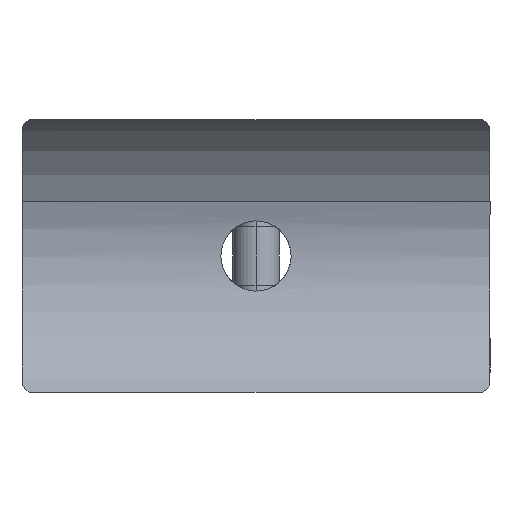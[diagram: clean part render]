
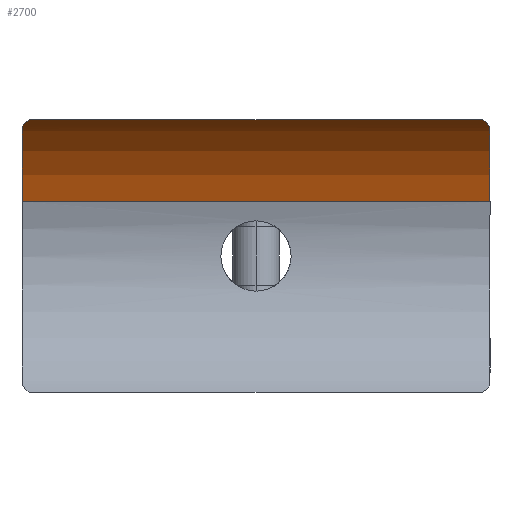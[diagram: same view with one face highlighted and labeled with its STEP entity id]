
A CAD part, left-side view. The second image highlights one B-rep face of the part: STEP entity #2700.
In plain terms, the highlighted cylindrical face has radius 21.2 mm (diameter 42.4 mm), a partial arc.
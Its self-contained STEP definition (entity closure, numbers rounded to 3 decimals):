
#112 = CARTESIAN_POINT ( 'NONE',  ( -64.138, 29.088, 17.434 ) ) ;
#133 = CARTESIAN_POINT ( 'NONE',  ( -63.041, 29.892, 16.623 ) ) ;
#290 = CARTESIAN_POINT ( 'NONE',  ( -62.688, -29.978, 16.338 ) ) ;
#429 = CARTESIAN_POINT ( 'NONE',  ( -62.339, 30., 16.041 ) ) ;
#472 = DIRECTION ( 'NONE',  ( 0., -1., 0. ) ) ;
#508 = CYLINDRICAL_SURFACE ( 'NONE', #4694, 21.2 ) ;
#611 = CARTESIAN_POINT ( 'NONE',  ( -63.036, -29.893, 16.62 ) ) ;
#665 = ORIENTED_EDGE ( 'NONE', *, *, #2478, .T. ) ;
#730 = VERTEX_POINT ( 'NONE', #994 ) ;
#866 = CARTESIAN_POINT ( 'NONE',  ( -62.513, 30., 16.192 ) ) ;
#878 = VECTOR ( 'NONE', #472, 1000. ) ;
#956 = AXIS2_PLACEMENT_3D ( 'NONE', #1975, #1272, #3221 ) ;
#980 = CARTESIAN_POINT ( 'NONE',  ( -62.339, -30., 16.041 ) ) ;
#994 = CARTESIAN_POINT ( 'NONE',  ( -64.234, 28.889, 17.5 ) ) ;
#1129 = CARTESIAN_POINT ( 'NONE',  ( -56.189, -39., 7. ) ) ;
#1163 = CARTESIAN_POINT ( 'NONE',  ( -63.553, 29.656, 17.016 ) ) ;
#1180 = EDGE_LOOP ( 'NONE', ( #1415, #665, #2500, #4384, #3096, #3439 ) ) ;
#1193 = CARTESIAN_POINT ( 'NONE',  ( -63.941, 29.338, 17.297 ) ) ;
#1219 = DIRECTION ( 'NONE',  ( 0., 1., 0. ) ) ;
#1263 = CARTESIAN_POINT ( 'NONE',  ( -64.013, 29.26, 17.347 ) ) ;
#1272 = DIRECTION ( 'NONE',  ( 0., -1., 0. ) ) ;
#1345 = AXIS2_PLACEMENT_3D ( 'NONE', #4215, #1219, #2708 ) ;
#1352 = CARTESIAN_POINT ( 'NONE',  ( -64.011, -29.262, 17.346 ) ) ;
#1373 = CARTESIAN_POINT ( 'NONE',  ( -62.514, -30., 16.192 ) ) ;
#1415 = ORIENTED_EDGE ( 'NONE', *, *, #4551, .F. ) ;
#1444 = CARTESIAN_POINT ( 'NONE',  ( -63.212, -29.83, 16.757 ) ) ;
#1601 = VERTEX_POINT ( 'NONE', #4629 ) ;
#1738 = CARTESIAN_POINT ( 'NONE',  ( -56.189, -30., 7. ) ) ;
#1771 = DIRECTION ( 'NONE',  ( 0., 1., 0. ) ) ;
#1893 = CARTESIAN_POINT ( 'NONE',  ( -63.718, 29.547, 17.137 ) ) ;
#1934 = LINE ( 'NONE', #1129, #878 ) ;
#1969 = VERTEX_POINT ( 'NONE', #3596 ) ;
#1975 = CARTESIAN_POINT ( 'NONE',  ( -76.2, 30., 0. ) ) ;
#1988 = VERTEX_POINT ( 'NONE', #1738 ) ;
#2096 = CARTESIAN_POINT ( 'NONE',  ( -64.192, -28.994, 17.472 ) ) ;
#2133 = VERTEX_POINT ( 'NONE', #2693 ) ;
#2197 = CARTESIAN_POINT ( 'NONE',  ( -64.234, -28.889, 17.5 ) ) ;
#2478 = EDGE_CURVE ( 'NONE', #1969, #2133, #3992, .T. ) ;
#2493 = CARTESIAN_POINT ( 'NONE',  ( -63.716, -29.548, 17.136 ) ) ;
#2500 = ORIENTED_EDGE ( 'NONE', *, *, #4716, .T. ) ;
#2513 = CIRCLE ( 'NONE', #1345, 21.2 ) ;
#2612 = CARTESIAN_POINT ( 'NONE',  ( -62.339, 30., 16.041 ) ) ;
#2693 = CARTESIAN_POINT ( 'NONE',  ( -64.234, -28.889, 17.5 ) ) ;
#2700 = ADVANCED_FACE ( 'NONE', ( #2856 ), #508, .F. ) ;
#2708 = DIRECTION ( 'NONE',  ( -1., 0., 0. ) ) ;
#2753 = EDGE_CURVE ( 'NONE', #1601, #3196, #2982, .T. ) ;
#2856 = FACE_OUTER_BOUND ( 'NONE', #1180, .T. ) ;
#2864 = CARTESIAN_POINT ( 'NONE',  ( -63.941, -29.339, 17.296 ) ) ;
#2885 = EDGE_CURVE ( 'NONE', #1601, #1988, #1934, .T. ) ;
#2934 = CARTESIAN_POINT ( 'NONE',  ( -64.137, -29.089, 17.433 ) ) ;
#2982 = CIRCLE ( 'NONE', #956, 21.2 ) ;
#2995 = LINE ( 'NONE', #4471, #3600 ) ;
#3096 = ORIENTED_EDGE ( 'NONE', *, *, #2753, .F. ) ;
#3098 = CARTESIAN_POINT ( 'NONE',  ( -63.213, 29.829, 16.758 ) ) ;
#3196 = VERTEX_POINT ( 'NONE', #2612 ) ;
#3221 = DIRECTION ( 'NONE',  ( 1., 0., 0. ) ) ;
#3439 = ORIENTED_EDGE ( 'NONE', *, *, #2885, .T. ) ;
#3455 = CARTESIAN_POINT ( 'NONE',  ( -64.192, 28.994, 17.471 ) ) ;
#3498 = B_SPLINE_CURVE_WITH_KNOTS ( 'NONE', 3,
 ( #4601, #3455, #112, #1263, #1193, #1893, #1163, #3098, #133, #4210, #866, #429 ),
 .UNSPECIFIED., .F., .F.,
 ( 4, 2, 2, 2, 2, 4 ),
 ( 0., 0., 0.001, 0.001, 0.002, 0.003 ),
 .UNSPECIFIED. ) ;
#3596 = CARTESIAN_POINT ( 'NONE',  ( -62.339, -30., 16.041 ) ) ;
#3600 = VECTOR ( 'NONE', #1771, 1000. ) ;
#3687 = EDGE_CURVE ( 'NONE', #730, #3196, #3498, .T. ) ;
#3834 = DIRECTION ( 'NONE',  ( 0., 1., 0. ) ) ;
#3992 = B_SPLINE_CURVE_WITH_KNOTS ( 'NONE', 3,
 ( #980, #1373, #290, #611, #1444, #4388, #2493, #2864, #1352, #2934, #2096, #2197 ),
 .UNSPECIFIED., .F., .F.,
 ( 4, 2, 2, 2, 2, 4 ),
 ( 0., 0.001, 0.001, 0.002, 0.002, 0.003 ),
 .UNSPECIFIED. ) ;
#3993 = DIRECTION ( 'NONE',  ( 0., 0., 1. ) ) ;
#4210 = CARTESIAN_POINT ( 'NONE',  ( -62.691, 29.978, 16.34 ) ) ;
#4215 = CARTESIAN_POINT ( 'NONE',  ( -76.2, -30., 0. ) ) ;
#4334 = CARTESIAN_POINT ( 'NONE',  ( -76.2, -39., 0. ) ) ;
#4384 = ORIENTED_EDGE ( 'NONE', *, *, #3687, .T. ) ;
#4388 = CARTESIAN_POINT ( 'NONE',  ( -63.552, -29.657, 17.015 ) ) ;
#4471 = CARTESIAN_POINT ( 'NONE',  ( -64.234, -39., 17.5 ) ) ;
#4551 = EDGE_CURVE ( 'NONE', #1969, #1988, #2513, .T. ) ;
#4601 = CARTESIAN_POINT ( 'NONE',  ( -64.234, 28.889, 17.5 ) ) ;
#4629 = CARTESIAN_POINT ( 'NONE',  ( -56.189, 30., 7. ) ) ;
#4694 = AXIS2_PLACEMENT_3D ( 'NONE', #4334, #3834, #3993 ) ;
#4716 = EDGE_CURVE ( 'NONE', #2133, #730, #2995, .T. ) ;
